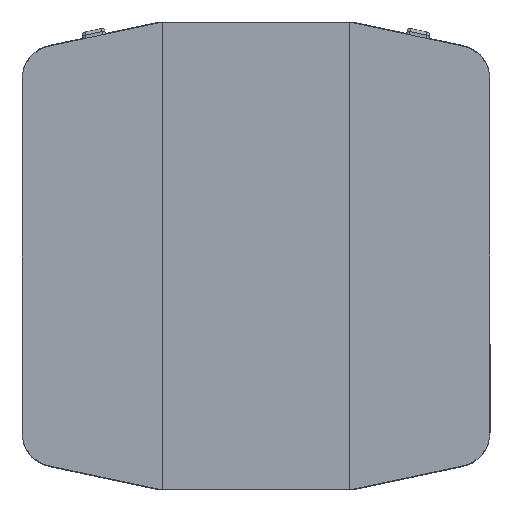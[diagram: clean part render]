
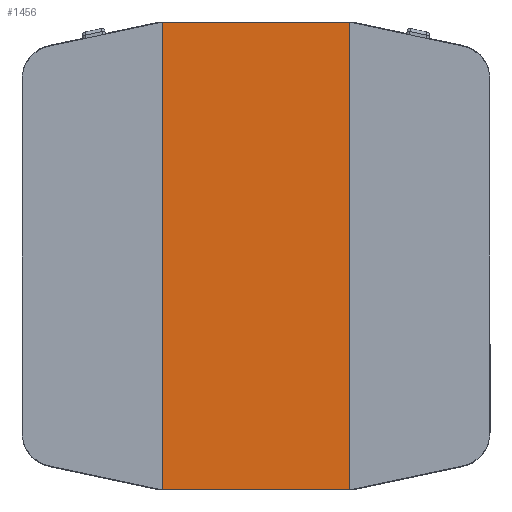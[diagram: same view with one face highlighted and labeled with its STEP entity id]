
A CAD part, front view. The second image highlights one B-rep face of the part: STEP entity #1456.
In plain terms, the highlighted planar face has unit normal (0, -1, 0).
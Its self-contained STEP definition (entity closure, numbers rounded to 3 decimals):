
#394 = CARTESIAN_POINT ( 'NONE',  ( -0.6, 0., -1.5 ) ) ;
#1055 = DIRECTION ( 'NONE',  ( 1., 0., 0. ) ) ;
#1456 = ADVANCED_FACE ( 'NONE', ( #9136 ), #5803, .T. ) ;
#1503 = DIRECTION ( 'NONE',  ( 0., 0., -1. ) ) ;
#1543 = EDGE_CURVE ( 'NONE', #5395, #6448, #4632, .T. ) ;
#1928 = EDGE_LOOP ( 'NONE', ( #7134, #2761, #7993, #3095 ) ) ;
#1957 = CARTESIAN_POINT ( 'NONE',  ( -0.6, 0., 1.5 ) ) ;
#2761 = ORIENTED_EDGE ( 'NONE', *, *, #6488, .F. ) ;
#2863 = CARTESIAN_POINT ( 'NONE',  ( 0.6, 0., 1.5 ) ) ;
#3087 = CARTESIAN_POINT ( 'NONE',  ( -0.6, 0., 1.5 ) ) ;
#3095 = ORIENTED_EDGE ( 'NONE', *, *, #7925, .F. ) ;
#4048 = CARTESIAN_POINT ( 'NONE',  ( -0.6, 0., 1.5 ) ) ;
#4139 = VERTEX_POINT ( 'NONE', #7599 ) ;
#4566 = VECTOR ( 'NONE', #5617, 1000. ) ;
#4632 = LINE ( 'NONE', #3087, #4742 ) ;
#4742 = VECTOR ( 'NONE', #6072, 1000. ) ;
#5395 = VERTEX_POINT ( 'NONE', #8713 ) ;
#5483 = EDGE_CURVE ( 'NONE', #7870, #4139, #6412, .T. ) ;
#5617 = DIRECTION ( 'NONE',  ( -1., 0., 0. ) ) ;
#5803 = PLANE ( 'NONE',  #7039 ) ;
#5969 = DIRECTION ( 'NONE',  ( 0., -1., 0. ) ) ;
#6039 = VECTOR ( 'NONE', #1055, 1000. ) ;
#6072 = DIRECTION ( 'NONE',  ( 0., 0., 1. ) ) ;
#6387 = LINE ( 'NONE', #4048, #6039 ) ;
#6412 = LINE ( 'NONE', #2863, #9028 ) ;
#6448 = VERTEX_POINT ( 'NONE', #1957 ) ;
#6488 = EDGE_CURVE ( 'NONE', #4139, #5395, #8688, .T. ) ;
#6868 = CARTESIAN_POINT ( 'NONE',  ( 0.6, 0., 1.5 ) ) ;
#7039 = AXIS2_PLACEMENT_3D ( 'NONE', #7290, #5969, #8842 ) ;
#7134 = ORIENTED_EDGE ( 'NONE', *, *, #1543, .F. ) ;
#7290 = CARTESIAN_POINT ( 'NONE',  ( 0., 0., 0. ) ) ;
#7599 = CARTESIAN_POINT ( 'NONE',  ( 0.6, 0., -1.5 ) ) ;
#7870 = VERTEX_POINT ( 'NONE', #6868 ) ;
#7925 = EDGE_CURVE ( 'NONE', #6448, #7870, #6387, .T. ) ;
#7993 = ORIENTED_EDGE ( 'NONE', *, *, #5483, .F. ) ;
#8688 = LINE ( 'NONE', #394, #4566 ) ;
#8713 = CARTESIAN_POINT ( 'NONE',  ( -0.6, 0., -1.5 ) ) ;
#8842 = DIRECTION ( 'NONE',  ( 0., 0., -1. ) ) ;
#9028 = VECTOR ( 'NONE', #1503, 1000. ) ;
#9136 = FACE_OUTER_BOUND ( 'NONE', #1928, .T. ) ;
